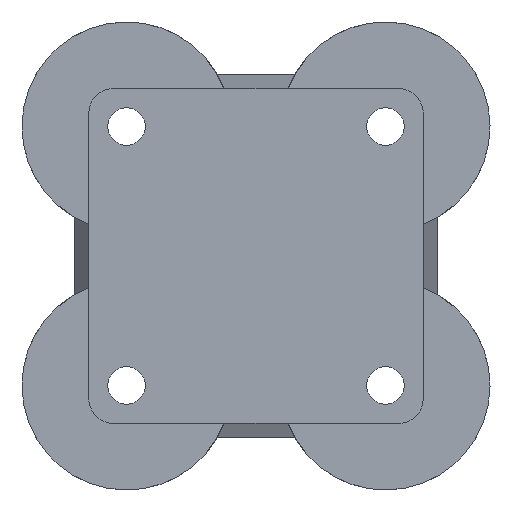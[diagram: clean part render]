
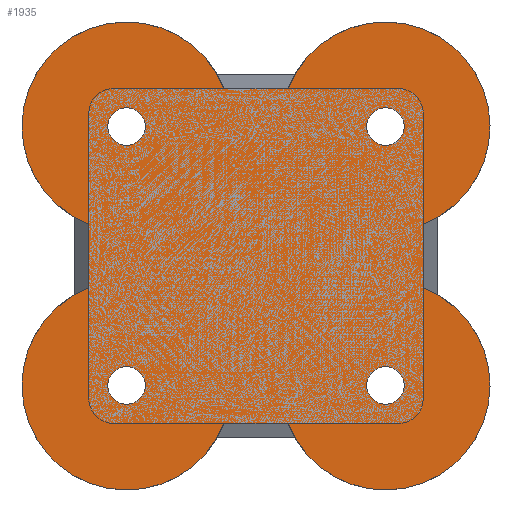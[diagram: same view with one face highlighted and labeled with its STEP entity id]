
A CAD part, front view. The second image highlights one B-rep face of the part: STEP entity #1935.
In plain terms, the highlighted planar face has unit normal (0, -1, 0).
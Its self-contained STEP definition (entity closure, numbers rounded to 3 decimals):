
#54=FACE_BOUND('',#288,.T.);
#55=FACE_BOUND('',#289,.T.);
#56=FACE_BOUND('',#290,.T.);
#57=FACE_BOUND('',#291,.T.);
#169=FACE_OUTER_BOUND('',#287,.T.);
#287=EDGE_LOOP('',(#1377,#1378,#1379,#1380,#1381,#1382,#1383,#1384));
#288=EDGE_LOOP('',(#1385));
#289=EDGE_LOOP('',(#1386));
#290=EDGE_LOOP('',(#1387));
#291=EDGE_LOOP('',(#1388));
#426=CIRCLE('',#2084,12.5);
#428=CIRCLE('',#2090,12.5);
#430=CIRCLE('',#2099,12.5);
#432=CIRCLE('',#2106,12.5);
#451=CIRCLE('',#2134,2.25);
#452=CIRCLE('',#2135,2.25);
#453=CIRCLE('',#2136,2.25);
#454=CIRCLE('',#2137,2.25);
#625=LINE('',#3123,#720);
#640=LINE('',#3226,#735);
#641=LINE('',#3227,#736);
#642=LINE('',#3228,#737);
#720=VECTOR('',#2409,10.);
#735=VECTOR('',#2520,10.);
#736=VECTOR('',#2521,10.);
#737=VECTOR('',#2522,10.);
#817=VERTEX_POINT('',#3116);
#818=VERTEX_POINT('',#3118);
#819=VERTEX_POINT('',#3122);
#825=VERTEX_POINT('',#3135);
#831=VERTEX_POINT('',#3153);
#832=VERTEX_POINT('',#3155);
#837=VERTEX_POINT('',#3168);
#838=VERTEX_POINT('',#3170);
#860=VERTEX_POINT('',#3229);
#861=VERTEX_POINT('',#3231);
#862=VERTEX_POINT('',#3233);
#863=VERTEX_POINT('',#3235);
#1012=EDGE_CURVE('',#817,#818,#426,.T.);
#1013=EDGE_CURVE('',#817,#819,#625,.T.);
#1021=EDGE_CURVE('',#825,#819,#428,.T.);
#1030=EDGE_CURVE('',#831,#832,#430,.T.);
#1037=EDGE_CURVE('',#837,#838,#432,.T.);
#1065=EDGE_CURVE('',#831,#818,#640,.T.);
#1066=EDGE_CURVE('',#837,#832,#641,.T.);
#1067=EDGE_CURVE('',#825,#838,#642,.T.);
#1068=EDGE_CURVE('',#860,#860,#451,.T.);
#1069=EDGE_CURVE('',#861,#861,#452,.T.);
#1070=EDGE_CURVE('',#862,#862,#453,.T.);
#1071=EDGE_CURVE('',#863,#863,#454,.T.);
#1377=ORIENTED_EDGE('',*,*,#1021,.T.);
#1378=ORIENTED_EDGE('',*,*,#1013,.F.);
#1379=ORIENTED_EDGE('',*,*,#1012,.T.);
#1380=ORIENTED_EDGE('',*,*,#1065,.F.);
#1381=ORIENTED_EDGE('',*,*,#1030,.T.);
#1382=ORIENTED_EDGE('',*,*,#1066,.F.);
#1383=ORIENTED_EDGE('',*,*,#1037,.T.);
#1384=ORIENTED_EDGE('',*,*,#1067,.F.);
#1385=ORIENTED_EDGE('',*,*,#1068,.F.);
#1386=ORIENTED_EDGE('',*,*,#1069,.F.);
#1387=ORIENTED_EDGE('',*,*,#1070,.F.);
#1388=ORIENTED_EDGE('',*,*,#1071,.F.);
#1892=PLANE('',#2133);
#1935=ADVANCED_FACE('',(#169,#54,#55,#56,#57),#1892,.F.);
#2084=AXIS2_PLACEMENT_3D('',#3120,#2405,#2406);
#2090=AXIS2_PLACEMENT_3D('',#3138,#2422,#2423);
#2099=AXIS2_PLACEMENT_3D('',#3157,#2443,#2444);
#2106=AXIS2_PLACEMENT_3D('',#3172,#2459,#2460);
#2133=AXIS2_PLACEMENT_3D('',#3225,#2518,#2519);
#2134=AXIS2_PLACEMENT_3D('',#3230,#2523,#2524);
#2135=AXIS2_PLACEMENT_3D('',#3232,#2525,#2526);
#2136=AXIS2_PLACEMENT_3D('',#3234,#2527,#2528);
#2137=AXIS2_PLACEMENT_3D('',#3236,#2529,#2530);
#2405=DIRECTION('center_axis',(0.,-1.,0.));
#2406=DIRECTION('ref_axis',(1.,0.,0.));
#2409=DIRECTION('',(0.,0.,1.));
#2422=DIRECTION('center_axis',(0.,-1.,0.));
#2423=DIRECTION('ref_axis',(1.,0.,0.));
#2443=DIRECTION('center_axis',(0.,-1.,0.));
#2444=DIRECTION('ref_axis',(1.,0.,0.));
#2459=DIRECTION('center_axis',(0.,-1.,0.));
#2460=DIRECTION('ref_axis',(1.,0.,0.));
#2518=DIRECTION('center_axis',(0.,1.,0.));
#2519=DIRECTION('ref_axis',(-1.,0.,0.));
#2520=DIRECTION('',(-1.,0.,0.));
#2521=DIRECTION('',(0.,0.,-1.));
#2522=DIRECTION('',(1.,0.,0.));
#2523=DIRECTION('center_axis',(0.,-1.,0.));
#2524=DIRECTION('ref_axis',(1.,0.,0.));
#2525=DIRECTION('center_axis',(0.,-1.,0.));
#2526=DIRECTION('ref_axis',(1.,0.,0.));
#2527=DIRECTION('center_axis',(0.,-1.,0.));
#2528=DIRECTION('ref_axis',(1.,0.,0.));
#2529=DIRECTION('center_axis',(0.,-1.,0.));
#2530=DIRECTION('ref_axis',(1.,0.,0.));
#3116=CARTESIAN_POINT('',(-20.,0.,-3.826));
#3118=CARTESIAN_POINT('',(-3.831,0.,-20.013));
#3120=CARTESIAN_POINT('Origin',(-15.48,0.,-15.48));
#3122=CARTESIAN_POINT('',(-20.,0.,3.826));
#3123=CARTESIAN_POINT('',(-20.,0.,10.943));
#3135=CARTESIAN_POINT('',(-3.831,0.,20.013));
#3138=CARTESIAN_POINT('Origin',(-15.48,0.,15.48));
#3153=CARTESIAN_POINT('',(3.831,0.,-20.013));
#3155=CARTESIAN_POINT('',(20.,0.,-3.826));
#3157=CARTESIAN_POINT('Origin',(15.48,0.,-15.48));
#3168=CARTESIAN_POINT('',(20.,0.,3.826));
#3170=CARTESIAN_POINT('',(3.831,0.,20.013));
#3172=CARTESIAN_POINT('Origin',(15.48,0.,15.48));
#3225=CARTESIAN_POINT('Origin',(0.,0.,0.));
#3226=CARTESIAN_POINT('',(-10.936,0.,-20.013));
#3227=CARTESIAN_POINT('',(20.,0.,-10.943));
#3228=CARTESIAN_POINT('',(10.936,0.,20.013));
#3229=CARTESIAN_POINT('',(13.23,0.,15.48));
#3230=CARTESIAN_POINT('Origin',(15.48,0.,15.48));
#3231=CARTESIAN_POINT('',(-17.73,0.,-15.48));
#3232=CARTESIAN_POINT('Origin',(-15.48,0.,-15.48));
#3233=CARTESIAN_POINT('',(-17.73,0.,15.48));
#3234=CARTESIAN_POINT('Origin',(-15.48,0.,15.48));
#3235=CARTESIAN_POINT('',(13.23,0.,-15.48));
#3236=CARTESIAN_POINT('Origin',(15.48,0.,-15.48));
